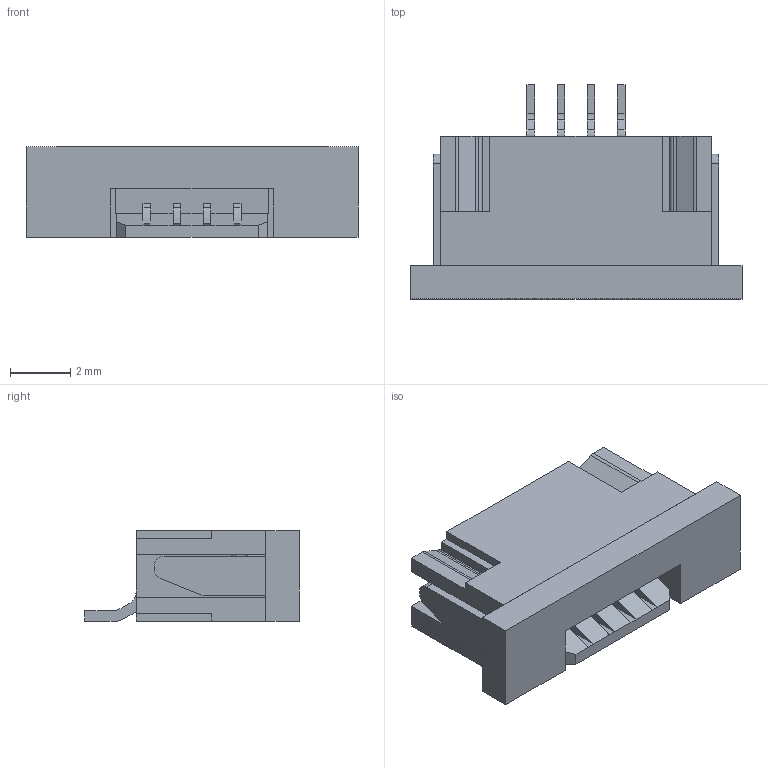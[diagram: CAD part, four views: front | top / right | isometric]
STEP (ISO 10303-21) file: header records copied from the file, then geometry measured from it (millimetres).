
FILE_DESCRIPTION(('STEP AP242'),'1');
FILE_NAME('68610414422.stp','2021-05-20T11:04:22',('TraceParts'),('TraceParts S.A.'),'Spatial InterOp 3D',' ',' ');
FILE_SCHEMA(('AP242_MANAGED_MODEL_BASED_3D_ENGINEERING_MIM_LF {1 0 10303 442 1 1 4}'));
Length unit declared in the file: millimetre
Products named in the file (1): 68610414422_1
Bounding box: 11 x 7.1 x 3.01 mm (x, y, z)
Volume: 123.9 mm3; surface area: 521.1 mm2
Topology: 8 solids, 8 shells, 363 faces, 1045 edges, 688 vertices
Faces by surface type: plane 233, cylinder 130
Entity records: 12013 total; most frequent: CARTESIAN_POINT 2104, ORIENTED_EDGE 2090, DIRECTION 2049, EDGE_CURVE 1045, LINE 783, VECTOR 783, VERTEX_POINT 688, AXIS2_PLACEMENT_3D 633
